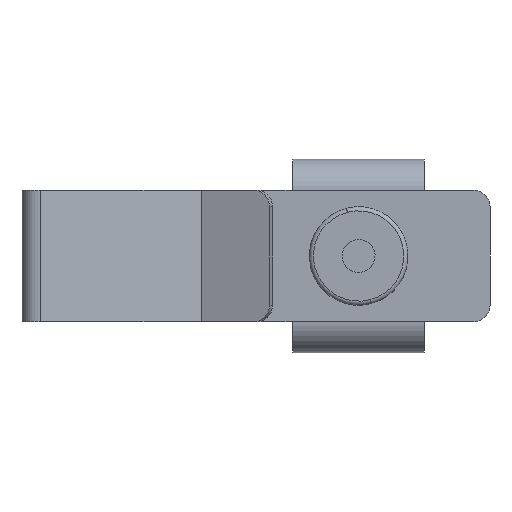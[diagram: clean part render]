
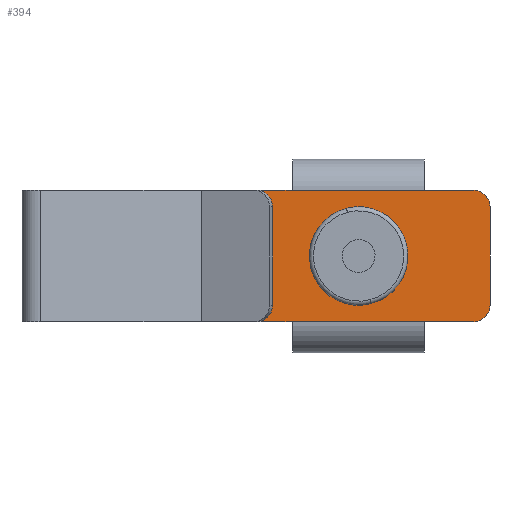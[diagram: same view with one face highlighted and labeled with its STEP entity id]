
A CAD part, front view. The second image highlights one B-rep face of the part: STEP entity #394.
In plain terms, the highlighted planar face has unit normal (0, -1, 0).
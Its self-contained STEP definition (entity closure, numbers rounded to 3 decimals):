
#394=ADVANCED_FACE('NONE',(#889,#890),#891,.F.);
#889=FACE_OUTER_BOUND('',#1481,.T.);
#890=FACE_BOUND('',#1482,.T.);
#891=PLANE('',#1483);
#1481=EDGE_LOOP('',(#3564,#3565,#3566,#3567,#3568,#3569));
#1482=EDGE_LOOP('',(#3570,#3571));
#1483=AXIS2_PLACEMENT_3D('',#3572,#3573,#3574);
#3564=ORIENTED_EDGE('',*,*,#4713,.T.);
#3565=ORIENTED_EDGE('',*,*,#4737,.T.);
#3566=ORIENTED_EDGE('',*,*,#4715,.F.);
#3567=ORIENTED_EDGE('',*,*,#4738,.T.);
#3568=ORIENTED_EDGE('',*,*,#4720,.F.);
#3569=ORIENTED_EDGE('',*,*,#4734,.F.);
#3570=ORIENTED_EDGE('',*,*,#4589,.F.);
#3571=ORIENTED_EDGE('',*,*,#4739,.F.);
#3572=CARTESIAN_POINT('',(14.0,4.95,0.));
#3573=DIRECTION('',(0.,1.0,0.));
#3574=DIRECTION('',(0.,0.,1.0));
#4589=EDGE_CURVE('NONE',#5375,#5376,#5377,.T.);
#4713=EDGE_CURVE('NONE',#5594,#5600,#5602,.T.);
#4715=EDGE_CURVE('NONE',#5604,#5605,#5606,.T.);
#4720=EDGE_CURVE('NONE',#5613,#5614,#5615,.T.);
#4734=EDGE_CURVE('NONE',#5594,#5613,#5634,.T.);
#4737=EDGE_CURVE('NONE',#5600,#5605,#5637,.T.);
#4738=EDGE_CURVE('NONE',#5604,#5614,#5638,.T.);
#4739=EDGE_CURVE('NONE',#5376,#5375,#5639,.T.);
#5375=VERTEX_POINT('NONE',#6433);
#5376=VERTEX_POINT('NONE',#6434);
#5377=CIRCLE('',#6435,1.6);
#5594=VERTEX_POINT('NONE',#7063);
#5600=VERTEX_POINT('NONE',#7071);
#5602=LINE('',#7074,#7075);
#5604=VERTEX_POINT('NONE',#7077);
#5605=VERTEX_POINT('NONE',#7078);
#5606=LINE('',#7079,#7080);
#5613=VERTEX_POINT('NONE',#7090);
#5614=VERTEX_POINT('NONE',#7091);
#5615=LINE('',#7092,#7093);
#5634=LINE('',#7119,#7120);
#5637=CIRCLE('',#7124,1.0);
#5638=CIRCLE('',#7125,1.0);
#5639=CIRCLE('',#7126,1.6);
#6433=CARTESIAN_POINT('',(21.6,4.95,0.));
#6434=CARTESIAN_POINT('',(18.4,4.95,0.));
#6435=AXIS2_PLACEMENT_3D('',#8540,#8541,#8542);
#7063=CARTESIAN_POINT('',(14.233,4.95,-4.0));
#7071=CARTESIAN_POINT('',(27.0,4.95,-4.));
#7074=CARTESIAN_POINT('',(14.0,4.95,-4.0));
#7075=VECTOR('',#8661,1000.0);
#7077=CARTESIAN_POINT('',(28.0,4.95,3.));
#7078=CARTESIAN_POINT('',(28.0,4.95,-3.));
#7079=CARTESIAN_POINT('',(28.0,4.95,0.));
#7080=VECTOR('',#8662,1000.0);
#7090=CARTESIAN_POINT('',(14.233,4.95,4.0));
#7091=CARTESIAN_POINT('',(27.0,4.95,4.0));
#7092=CARTESIAN_POINT('',(14.0,4.95,4.0));
#7093=VECTOR('',#8666,1000.0);
#7119=CARTESIAN_POINT('',(14.233,4.95,0.));
#7120=VECTOR('',#8683,1000.0);
#7124=AXIS2_PLACEMENT_3D('',#8685,#8686,#8687);
#7125=AXIS2_PLACEMENT_3D('',#8688,#8689,#8690);
#7126=AXIS2_PLACEMENT_3D('',#8691,#8692,#8693);
#8540=CARTESIAN_POINT('',(20.0,4.95,0.));
#8541=DIRECTION('',(0.,-1.0,0.));
#8542=DIRECTION('',(1.0,0.,0.));
#8661=DIRECTION('',(1.0,0.,0.));
#8662=DIRECTION('',(0.,0.,-1.0));
#8666=DIRECTION('',(1.0,0.,0.));
#8683=DIRECTION('',(0.,0.,1.0));
#8685=CARTESIAN_POINT('',(27.0,4.95,-3.0));
#8686=DIRECTION('',(0.,-1.0,0.));
#8687=DIRECTION('',(1.0,0.,0.));
#8688=CARTESIAN_POINT('',(27.0,4.95,3.0));
#8689=DIRECTION('',(0.,-1.0,0.));
#8690=DIRECTION('',(1.0,0.,0.));
#8691=CARTESIAN_POINT('',(20.0,4.95,0.));
#8692=DIRECTION('',(0.,-1.0,0.));
#8693=DIRECTION('',(1.0,0.,0.));
